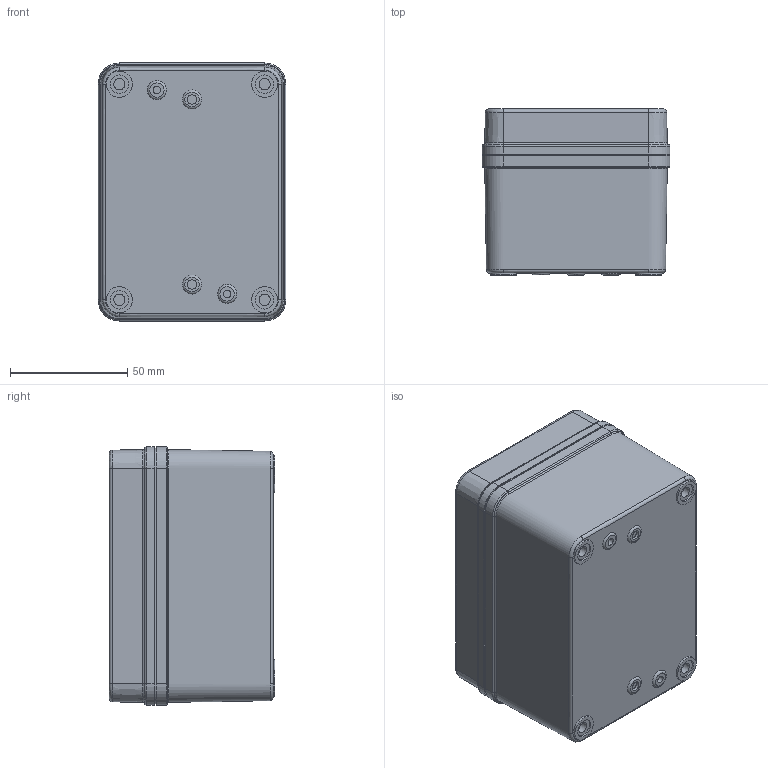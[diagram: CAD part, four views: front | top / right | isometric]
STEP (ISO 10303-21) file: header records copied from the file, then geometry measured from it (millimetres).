
FILE_DESCRIPTION (( 'STEP AP214' ), '1' );
FILE_NAME ('COPC432.STEP', '2018-11-09T20:12:02', ( '' ), ( '' ), 'SwSTEP 2.0', 'SolidWorks 2018', '' );
FILE_SCHEMA (( 'AUTOMOTIVE_DESIGN' ));
Length unit declared in the file: inch
Products named in the file (1): COPC432
Bounding box: 80.14 x 70.79 x 110.13 mm (x, y, z)
Volume: 165303.6 mm3; surface area: 98944.7 mm2
Topology: 7 solids, 7 shells, 1098 faces, 2737 edges, 1684 vertices
Faces by surface type: cylinder 472, bspline 273, plane 253, torus 76, cone 24
Full cylindrical faces by diameter (mm): 2.54 x12, 3.2 x2, 3.708 x2, 4 x2, 4.763 x4, 7 x4, 7.767 x2, 7.847 x2, 7.925 x4, 10.998 x4, 11.176 x4, 11.684 x4, 12.573 x4
Entity records: 70478 total; most frequent: CARTESIAN_POINT 32286, ORIENTED_EDGE 5216, DIRECTION 4434, EDGE_CURVE 2608, AXIS2_PLACEMENT_3D 1694, VERTEX_POINT 1650, EDGE_LOOP 1246, FACE_OUTER_BOUND 1173
